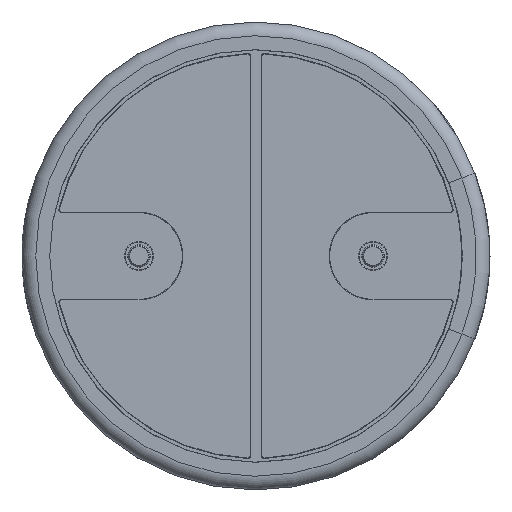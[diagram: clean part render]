
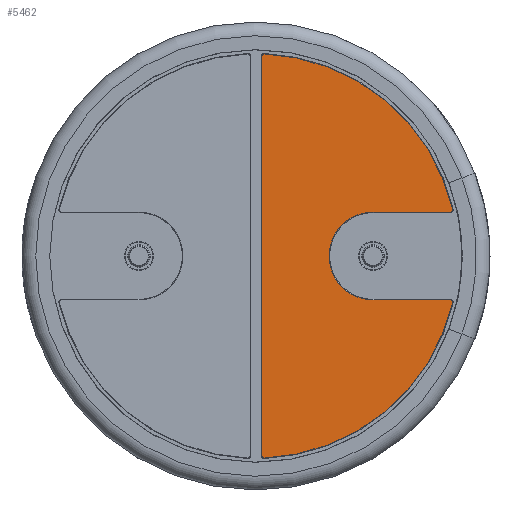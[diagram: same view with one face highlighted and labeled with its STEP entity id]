
A CAD part, front view. The second image highlights one B-rep face of the part: STEP entity #5462.
In plain terms, the highlighted planar face has unit normal (0, -1, 0).
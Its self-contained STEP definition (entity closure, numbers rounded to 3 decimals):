
#64=PLANE('',#5861);
#334=CIRCLE('',#5826,0.082);
#337=CIRCLE('',#5831,0.082);
#340=CIRCLE('',#5835,6.912);
#343=CIRCLE('',#5839,0.082);
#347=CIRCLE('',#5845,1.501);
#351=CIRCLE('',#5851,0.082);
#353=CIRCLE('',#5854,6.912);
#538=FACE_OUTER_BOUND('',#789,.T.);
#789=EDGE_LOOP('',(#4544,#4545,#4546,#4547,#4548,#4549,#4550,#4551,#4552,
#4553));
#1055=LINE('',#10775,#1296);
#1057=LINE('',#10799,#1298);
#1059=LINE('',#10811,#1300);
#1296=VECTOR('',#6713,10.);
#1298=VECTOR('',#6743,10.);
#1300=VECTOR('',#6757,10.);
#2320=VERTEX_POINT('',#10763);
#2323=VERTEX_POINT('',#10768);
#2325=VERTEX_POINT('',#10773);
#2327=VERTEX_POINT('',#10779);
#2329=VERTEX_POINT('',#10785);
#2331=VERTEX_POINT('',#10791);
#2333=VERTEX_POINT('',#10797);
#2335=VERTEX_POINT('',#10803);
#2337=VERTEX_POINT('',#10809);
#2339=VERTEX_POINT('',#10815);
#3075=EDGE_CURVE('',#2323,#2320,#334,.T.);
#3077=EDGE_CURVE('',#2325,#2323,#1055,.T.);
#3080=EDGE_CURVE('',#2327,#2325,#337,.T.);
#3083=EDGE_CURVE('',#2329,#2327,#340,.T.);
#3086=EDGE_CURVE('',#2331,#2329,#343,.T.);
#3089=EDGE_CURVE('',#2333,#2331,#1057,.T.);
#3092=EDGE_CURVE('',#2335,#2333,#347,.T.);
#3095=EDGE_CURVE('',#2337,#2335,#1059,.T.);
#3098=EDGE_CURVE('',#2339,#2337,#351,.T.);
#3100=EDGE_CURVE('',#2320,#2339,#353,.T.);
#4544=ORIENTED_EDGE('',*,*,#3075,.F.);
#4545=ORIENTED_EDGE('',*,*,#3077,.F.);
#4546=ORIENTED_EDGE('',*,*,#3080,.F.);
#4547=ORIENTED_EDGE('',*,*,#3083,.F.);
#4548=ORIENTED_EDGE('',*,*,#3086,.F.);
#4549=ORIENTED_EDGE('',*,*,#3089,.F.);
#4550=ORIENTED_EDGE('',*,*,#3092,.F.);
#4551=ORIENTED_EDGE('',*,*,#3095,.F.);
#4552=ORIENTED_EDGE('',*,*,#3098,.F.);
#4553=ORIENTED_EDGE('',*,*,#3100,.F.);
#5462=ADVANCED_FACE('',(#538),#64,.F.);
#5826=AXIS2_PLACEMENT_3D('',#10770,#6707,#6708);
#5831=AXIS2_PLACEMENT_3D('',#10781,#6719,#6720);
#5835=AXIS2_PLACEMENT_3D('',#10787,#6727,#6728);
#5839=AXIS2_PLACEMENT_3D('',#10793,#6735,#6736);
#5845=AXIS2_PLACEMENT_3D('',#10805,#6749,#6750);
#5851=AXIS2_PLACEMENT_3D('',#10817,#6763,#6764);
#5854=AXIS2_PLACEMENT_3D('',#10820,#6769,#6770);
#5861=AXIS2_PLACEMENT_3D('',#10833,#6789,#6790);
#6707=DIRECTION('center_axis',(0.,1.,0.));
#6708=DIRECTION('ref_axis',(-0.692,0.,0.721));
#6713=DIRECTION('',(0.,0.,1.));
#6719=DIRECTION('center_axis',(0.,1.,0.));
#6720=DIRECTION('ref_axis',(-0.692,0.,-0.721));
#6727=DIRECTION('center_axis',(0.,1.,0.));
#6728=DIRECTION('ref_axis',(0.636,0.,-0.772));
#6735=DIRECTION('center_axis',(0.,1.,0.));
#6736=DIRECTION('ref_axis',(0.785,0.,0.62));
#6743=DIRECTION('',(1.,0.,0.));
#6749=DIRECTION('center_axis',(0.,-1.,0.));
#6750=DIRECTION('ref_axis',(-1.,0.,0.));
#6757=DIRECTION('',(-1.,0.,0.));
#6763=DIRECTION('center_axis',(0.,1.,0.));
#6764=DIRECTION('ref_axis',(0.785,0.,-0.62));
#6769=DIRECTION('center_axis',(0.,1.,0.));
#6770=DIRECTION('ref_axis',(0.636,0.,0.772));
#6789=DIRECTION('center_axis',(0.,1.,0.));
#6790=DIRECTION('ref_axis',(0.,0.,1.));
#10763=CARTESIAN_POINT('',(0.283,-0.096,6.906));
#10768=CARTESIAN_POINT('',(0.198,-0.096,6.824));
#10770=CARTESIAN_POINT('Origin',(0.28,-0.096,6.824));
#10773=CARTESIAN_POINT('',(0.198,-0.096,-6.824));
#10775=CARTESIAN_POINT('',(0.198,-0.096,3.412));
#10779=CARTESIAN_POINT('',(0.283,-0.096,-6.906));
#10781=CARTESIAN_POINT('Origin',(0.28,-0.096,-6.824));
#10785=CARTESIAN_POINT('',(6.724,-0.096,-1.602));
#10787=CARTESIAN_POINT('Origin',(0.,-0.096,0.));
#10791=CARTESIAN_POINT('',(6.644,-0.096,-1.501));
#10793=CARTESIAN_POINT('Origin',(6.644,-0.096,-1.583));
#10797=CARTESIAN_POINT('',(4.,-0.096,-1.501));
#10799=CARTESIAN_POINT('',(5.053,-0.096,-1.501));
#10803=CARTESIAN_POINT('',(4.,-0.096,1.501));
#10805=CARTESIAN_POINT('Origin',(4.,-0.096,0.));
#10809=CARTESIAN_POINT('',(6.644,-0.096,1.501));
#10811=CARTESIAN_POINT('',(3.731,-0.096,1.501));
#10815=CARTESIAN_POINT('',(6.724,-0.096,1.602));
#10817=CARTESIAN_POINT('Origin',(6.644,-0.096,1.583));
#10820=CARTESIAN_POINT('Origin',(0.,-0.096,0.));
#10833=CARTESIAN_POINT('Origin',(3.462,-0.096,0.));
